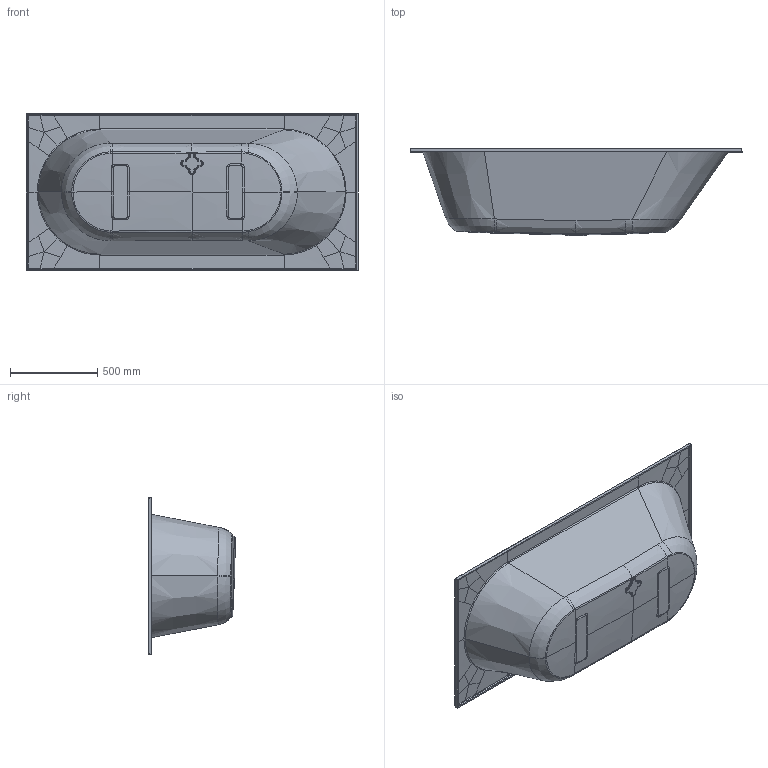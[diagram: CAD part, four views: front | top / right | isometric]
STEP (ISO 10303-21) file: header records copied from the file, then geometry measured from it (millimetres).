
FILE_DESCRIPTION((''),'2;1');
FILE_NAME('UBQ199OBE2V_OBERON','2022-07-06T14:16:29',('hegemanc'),('Villeroy & Boch Wellness bv'),'CREO PARAMETRIC BY PTC INC, 2020454','CREO PARAMETRIC BY PTC INC, 2020454','');
FILE_SCHEMA(('CONFIG_CONTROL_DESIGN'));
Length unit declared in the file: millimetre
Products named in the file (1): UBQ199OBE2V_OBERON
Bounding box: 1900 x 500 x 900 mm (x, y, z)
Volume: 27992039.6 mm3; surface area: 6162295.6 mm2
Topology: 1 solids, 2 shells, 400 faces, 930 edges, 534 vertices
Faces by surface type: bspline 266, cylinder 65, plane 29, sphere 16, cone 12, torus 12
Entity records: 30393 total; most frequent: CARTESIAN_POINT 23580, ORIENTED_EDGE 1846, EDGE_CURVE 930, B_SPLINE_CURVE_WITH_KNOTS 654, DIRECTION 618, VERTEX_POINT 534, EDGE_LOOP 401, FACE_OUTER_BOUND 400
